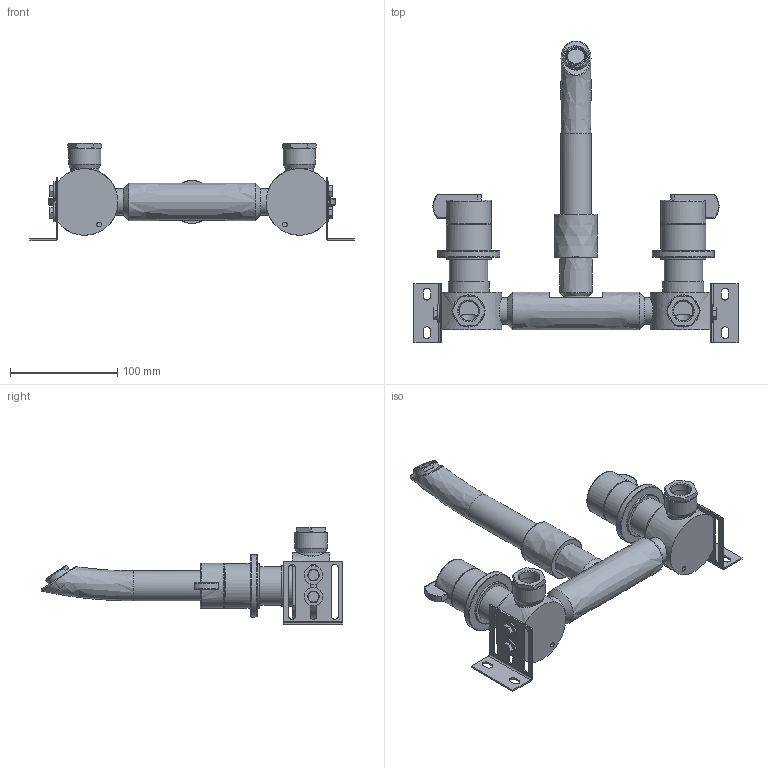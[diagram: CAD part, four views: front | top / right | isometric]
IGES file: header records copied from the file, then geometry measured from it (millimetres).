
Global section: file name: V120; native system: Autodesk Inventor 2018; preprocessor: unknown; author: adaniels; date: 20180502.101825; units: millimetre
Bounding box: 302 x 281.27 x 90.5 mm (x, y, z)
Volume: 628236.1 mm3; surface area: 266496.7 mm2
Topology: 67 solids, 67 shells, 2285 faces, 6362 edges, 4255 vertices
Faces by surface type: bspline 2285
